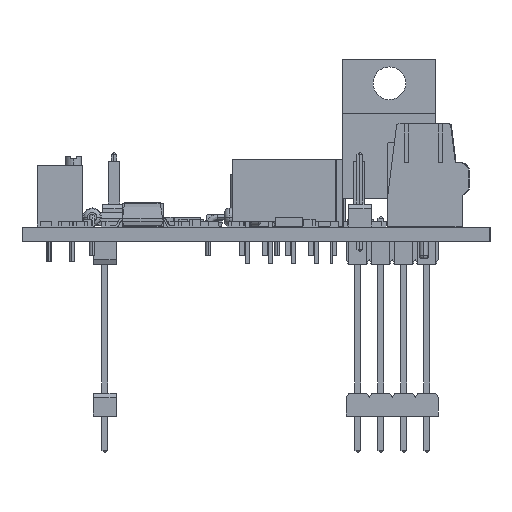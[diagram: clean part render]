
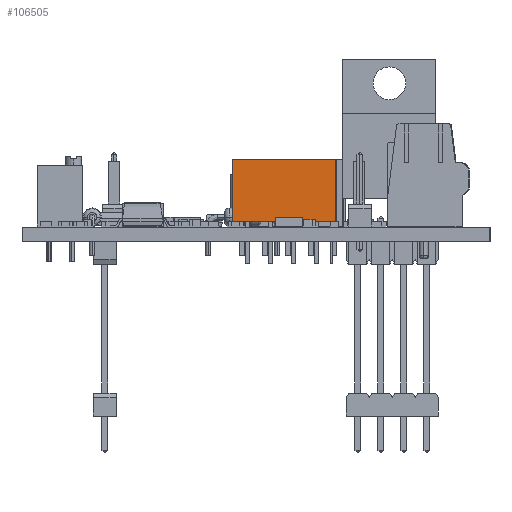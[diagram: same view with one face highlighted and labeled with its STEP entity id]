
A CAD part, left-side view. The second image highlights one B-rep face of the part: STEP entity #106505.
In plain terms, the highlighted planar face has unit normal (-1, 0, 0).
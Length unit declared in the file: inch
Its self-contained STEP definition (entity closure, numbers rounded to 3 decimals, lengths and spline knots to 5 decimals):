
#1612 = PLANE ( 'NONE',  #132498 ) ;
#10011 = DIRECTION ( 'NONE',  ( 0., -1., 0. ) ) ;
#12474 = EDGE_CURVE ( 'NONE', #95342, #126902, #129715, .T. ) ;
#13570 = CARTESIAN_POINT ( 'NONE',  ( 0.43661, 0.66903, 0.02244 ) ) ;
#17024 = CARTESIAN_POINT ( 'NONE',  ( 0.43661, 0.66903, 0.29252 ) ) ;
#19194 = EDGE_CURVE ( 'NONE', #56730, #59678, #62250, .T. ) ;
#20719 = EDGE_CURVE ( 'NONE', #59678, #94713, #93182, .T. ) ;
#22969 = EDGE_LOOP ( 'NONE', ( #140225, #82783, #53050, #100191, #27143, #81285, #106157, #31546 ) ) ;
#26439 = LINE ( 'NONE', #54574, #54032 ) ;
#26639 = EDGE_CURVE ( 'NONE', #126902, #94713, #60441, .T. ) ;
#27143 = ORIENTED_EDGE ( 'NONE', *, *, #114600, .F. ) ;
#30482 = DIRECTION ( 'NONE',  ( 0., 0., 1. ) ) ;
#31142 = EDGE_CURVE ( 'NONE', #56730, #38883, #62774, .T. ) ;
#31546 = ORIENTED_EDGE ( 'NONE', *, *, #31142, .F. ) ;
#32257 = DIRECTION ( 'NONE',  ( 0., 1., 0. ) ) ;
#34264 = FACE_OUTER_BOUND ( 'NONE', #22969, .T. ) ;
#38883 = VERTEX_POINT ( 'NONE', #42393 ) ;
#42007 = DIRECTION ( 'NONE',  ( 0., 0., -1. ) ) ;
#42393 = CARTESIAN_POINT ( 'NONE',  ( 0.43661, 1.10013, 0.02244 ) ) ;
#43933 = CARTESIAN_POINT ( 'NONE',  ( 0.43661, 0.66903, 0.00079 ) ) ;
#53050 = ORIENTED_EDGE ( 'NONE', *, *, #26639, .F. ) ;
#53370 = CARTESIAN_POINT ( 'NONE',  ( 0.43661, 0.66903, 0.00079 ) ) ;
#54032 = VECTOR ( 'NONE', #136442, 39.37008 ) ;
#54574 = CARTESIAN_POINT ( 'NONE',  ( 0.43661, 1.11981, 0.00079 ) ) ;
#55650 = LINE ( 'NONE', #43933, #93900 ) ;
#56730 = VERTEX_POINT ( 'NONE', #95303 ) ;
#57553 = DIRECTION ( 'NONE',  ( 0., 0., -1. ) ) ;
#57762 = CARTESIAN_POINT ( 'NONE',  ( 0.43661, 0.69068, 0.00079 ) ) ;
#59678 = VERTEX_POINT ( 'NONE', #57762 ) ;
#60441 = LINE ( 'NONE', #105218, #90696 ) ;
#62250 = LINE ( 'NONE', #109061, #93548 ) ;
#62774 = LINE ( 'NONE', #13570, #83526 ) ;
#64729 = CARTESIAN_POINT ( 'NONE',  ( 0.43661, 0.67099, 0.29252 ) ) ;
#65084 = DIRECTION ( 'NONE',  ( 0., -1., 0. ) ) ;
#67071 = DIRECTION ( 'NONE',  ( 1., 0., 0. ) ) ;
#68215 = EDGE_CURVE ( 'NONE', #110792, #38883, #142866, .T. ) ;
#69957 = CARTESIAN_POINT ( 'NONE',  ( 0.43661, 1.10013, 0.00079 ) ) ;
#80237 = VECTOR ( 'NONE', #65084, 39.37008 ) ;
#81285 = ORIENTED_EDGE ( 'NONE', *, *, #84165, .T. ) ;
#82783 = ORIENTED_EDGE ( 'NONE', *, *, #20719, .T. ) ;
#83388 = CARTESIAN_POINT ( 'NONE',  ( 0.43661, 0.66903, 0.00079 ) ) ;
#83526 = VECTOR ( 'NONE', #32257, 39.37008 ) ;
#84165 = EDGE_CURVE ( 'NONE', #94155, #110792, #55650, .T. ) ;
#86096 = DIRECTION ( 'NONE',  ( 0., -1., 0. ) ) ;
#90696 = VECTOR ( 'NONE', #42007, 39.37008 ) ;
#92192 = VECTOR ( 'NONE', #30482, 39.37008 ) ;
#93182 = LINE ( 'NONE', #53370, #80237 ) ;
#93548 = VECTOR ( 'NONE', #57553, 39.37008 ) ;
#93900 = VECTOR ( 'NONE', #86096, 39.37008 ) ;
#93937 = CARTESIAN_POINT ( 'NONE',  ( 0.43661, 1.11981, 0.00079 ) ) ;
#94155 = VERTEX_POINT ( 'NONE', #93937 ) ;
#94713 = VERTEX_POINT ( 'NONE', #108968 ) ;
#95303 = CARTESIAN_POINT ( 'NONE',  ( 0.43661, 0.69068, 0.02244 ) ) ;
#95342 = VERTEX_POINT ( 'NONE', #96717 ) ;
#96717 = CARTESIAN_POINT ( 'NONE',  ( 0.43661, 1.11981, 0.29252 ) ) ;
#99832 = VECTOR ( 'NONE', #10011, 39.37008 ) ;
#100191 = ORIENTED_EDGE ( 'NONE', *, *, #12474, .F. ) ;
#105218 = CARTESIAN_POINT ( 'NONE',  ( 0.43661, 0.67099, 0.00079 ) ) ;
#105522 = CARTESIAN_POINT ( 'NONE',  ( 0.43661, 1.10013, 0.2748 ) ) ;
#106157 = ORIENTED_EDGE ( 'NONE', *, *, #68215, .T. ) ;
#106505 = ADVANCED_FACE ( 'NONE', ( #34264 ), #1612, .F. ) ;
#108968 = CARTESIAN_POINT ( 'NONE',  ( 0.43661, 0.67099, 0.00079 ) ) ;
#109061 = CARTESIAN_POINT ( 'NONE',  ( 0.43661, 0.69068, 0.2748 ) ) ;
#110792 = VERTEX_POINT ( 'NONE', #69957 ) ;
#114600 = EDGE_CURVE ( 'NONE', #94155, #95342, #26439, .T. ) ;
#118596 = DIRECTION ( 'NONE',  ( 0., 0., -1. ) ) ;
#126902 = VERTEX_POINT ( 'NONE', #64729 ) ;
#129715 = LINE ( 'NONE', #17024, #99832 ) ;
#132498 = AXIS2_PLACEMENT_3D ( 'NONE', #83388, #67071, #118596 ) ;
#136442 = DIRECTION ( 'NONE',  ( 0., 0., 1. ) ) ;
#140225 = ORIENTED_EDGE ( 'NONE', *, *, #19194, .T. ) ;
#142866 = LINE ( 'NONE', #105522, #92192 ) ;
